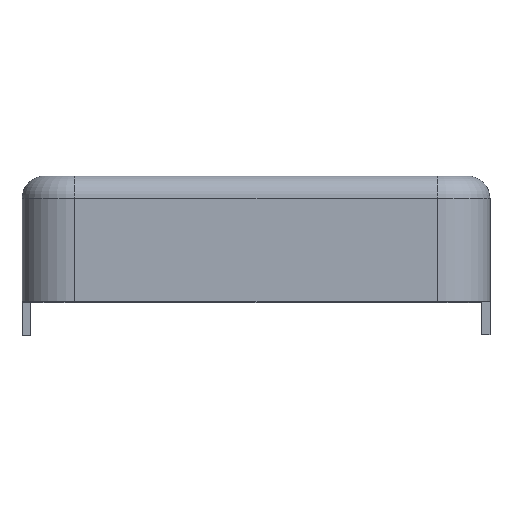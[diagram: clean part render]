
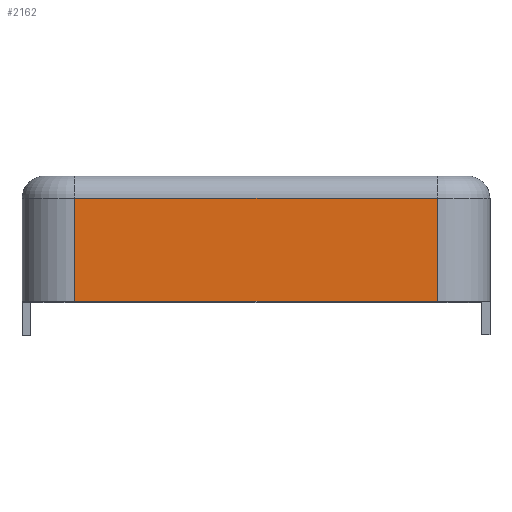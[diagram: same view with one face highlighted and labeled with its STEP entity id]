
A CAD part, top view. The second image highlights one B-rep face of the part: STEP entity #2162.
In plain terms, the highlighted planar face has unit normal (0, 0, 1).
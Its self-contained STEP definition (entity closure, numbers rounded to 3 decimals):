
#53 = DIRECTION ( 'NONE',  ( 1., 0., 0. ) ) ;
#68 = VERTEX_POINT ( 'NONE', #2663 ) ;
#190 = PLANE ( 'NONE',  #384 ) ;
#384 = AXIS2_PLACEMENT_3D ( 'NONE', #2763, #2127, #2784 ) ;
#434 = DIRECTION ( 'NONE',  ( 0., -1., 0. ) ) ;
#459 = EDGE_LOOP ( 'NONE', ( #2060, #1043, #2292, #1692 ) ) ;
#482 = CARTESIAN_POINT ( 'NONE',  ( -6.5, -4.5, 13.15 ) ) ;
#531 = VECTOR ( 'NONE', #2533, 1000. ) ;
#603 = FACE_OUTER_BOUND ( 'NONE', #459, .T. ) ;
#661 = EDGE_CURVE ( 'NONE', #2319, #1444, #1961, .T. ) ;
#805 = LINE ( 'NONE', #482, #2176 ) ;
#877 = CARTESIAN_POINT ( 'NONE',  ( 6.5, -0.8, 13.15 ) ) ;
#1013 = CARTESIAN_POINT ( 'NONE',  ( -6.5, 0., 13.15 ) ) ;
#1043 = ORIENTED_EDGE ( 'NONE', *, *, #1434, .F. ) ;
#1200 = CARTESIAN_POINT ( 'NONE',  ( 6.5, -4.5, 13.15 ) ) ;
#1434 = EDGE_CURVE ( 'NONE', #1444, #2519, #1445, .T. ) ;
#1438 = LINE ( 'NONE', #1013, #531 ) ;
#1444 = VERTEX_POINT ( 'NONE', #877 ) ;
#1445 = LINE ( 'NONE', #2632, #1732 ) ;
#1518 = EDGE_CURVE ( 'NONE', #68, #2519, #805, .T. ) ;
#1692 = ORIENTED_EDGE ( 'NONE', *, *, #2240, .T. ) ;
#1732 = VECTOR ( 'NONE', #434, 1000. ) ;
#1945 = CARTESIAN_POINT ( 'NONE',  ( -6.5, -0.8, 13.15 ) ) ;
#1961 = LINE ( 'NONE', #2245, #2028 ) ;
#2028 = VECTOR ( 'NONE', #2680, 1000. ) ;
#2060 = ORIENTED_EDGE ( 'NONE', *, *, #1518, .T. ) ;
#2127 = DIRECTION ( 'NONE',  ( 0., 0., 1. ) ) ;
#2162 = ADVANCED_FACE ( 'NONE', ( #603 ), #190, .T. ) ;
#2176 = VECTOR ( 'NONE', #53, 1000. ) ;
#2240 = EDGE_CURVE ( 'NONE', #2319, #68, #1438, .T. ) ;
#2245 = CARTESIAN_POINT ( 'NONE',  ( -6.5, -0.8, 13.15 ) ) ;
#2292 = ORIENTED_EDGE ( 'NONE', *, *, #661, .F. ) ;
#2319 = VERTEX_POINT ( 'NONE', #1945 ) ;
#2519 = VERTEX_POINT ( 'NONE', #1200 ) ;
#2533 = DIRECTION ( 'NONE',  ( 0., -1., 0. ) ) ;
#2632 = CARTESIAN_POINT ( 'NONE',  ( 6.5, 0., 13.15 ) ) ;
#2663 = CARTESIAN_POINT ( 'NONE',  ( -6.5, -4.5, 13.15 ) ) ;
#2680 = DIRECTION ( 'NONE',  ( 1., 0., 0. ) ) ;
#2763 = CARTESIAN_POINT ( 'NONE',  ( -6.5, 0., 13.15 ) ) ;
#2784 = DIRECTION ( 'NONE',  ( 0., -1., 0. ) ) ;
